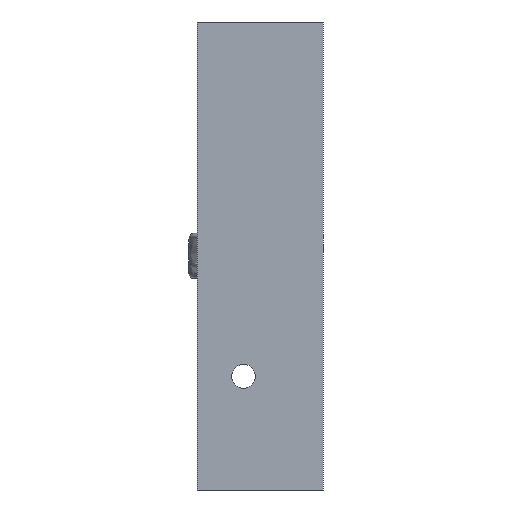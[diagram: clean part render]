
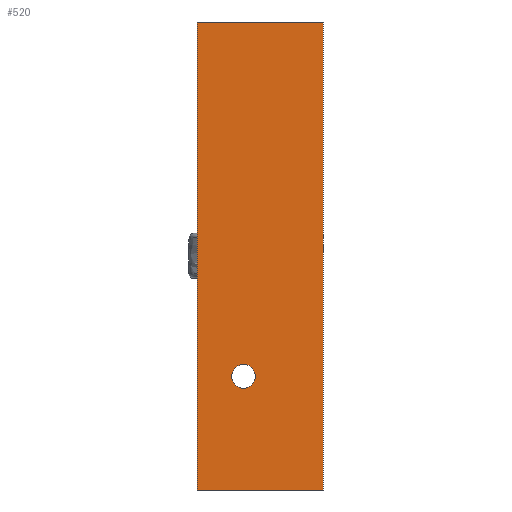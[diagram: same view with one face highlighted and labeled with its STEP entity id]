
A CAD part, front view. The second image highlights one B-rep face of the part: STEP entity #520.
In plain terms, the highlighted planar face has unit normal (0, -1, 0).
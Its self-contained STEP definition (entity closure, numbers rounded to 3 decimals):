
#56 = VERTEX_POINT ( 'NONE', #2614 ) ;
#102 = VECTOR ( 'NONE', #479, 1000. ) ;
#184 = CARTESIAN_POINT ( 'NONE',  ( 6.2, 0., -47.237 ) ) ;
#320 = DIRECTION ( 'NONE',  ( -1., 0., 0. ) ) ;
#479 = DIRECTION ( 'NONE',  ( 1., 0., 0. ) ) ;
#520 = ADVANCED_FACE ( 'NONE', ( #1058, #5971 ), #2186, .T. ) ;
#800 = EDGE_CURVE ( 'NONE', #2704, #4384, #1445, .T. ) ;
#847 = DIRECTION ( 'NONE',  ( 0., 0., -1. ) ) ;
#892 = ORIENTED_EDGE ( 'NONE', *, *, #4924, .F. ) ;
#1058 = FACE_BOUND ( 'NONE', #1718, .T. ) ;
#1164 = LINE ( 'NONE', #4660, #102 ) ;
#1273 = AXIS2_PLACEMENT_3D ( 'NONE', #184, #6523, #3826 ) ;
#1360 = ORIENTED_EDGE ( 'NONE', *, *, #4000, .F. ) ;
#1434 = VERTEX_POINT ( 'NONE', #6466 ) ;
#1445 = LINE ( 'NONE', #4525, #2128 ) ;
#1575 = CARTESIAN_POINT ( 'NONE',  ( 16.8, 0., -62.4 ) ) ;
#1673 = CARTESIAN_POINT ( 'NONE',  ( 6.2, 0., -45.647 ) ) ;
#1718 = EDGE_LOOP ( 'NONE', ( #892, #6345 ) ) ;
#1738 = VECTOR ( 'NONE', #5439, 1000. ) ;
#1760 = CIRCLE ( 'NONE', #5458, 1.59 ) ;
#1787 = CARTESIAN_POINT ( 'NONE',  ( 16.8, 0., 0. ) ) ;
#1892 = VERTEX_POINT ( 'NONE', #1673 ) ;
#2128 = VECTOR ( 'NONE', #320, 1000. ) ;
#2186 = PLANE ( 'NONE',  #2280 ) ;
#2280 = AXIS2_PLACEMENT_3D ( 'NONE', #3190, #3663, #2681 ) ;
#2329 = CARTESIAN_POINT ( 'NONE',  ( 0., 0., 0. ) ) ;
#2614 = CARTESIAN_POINT ( 'NONE',  ( 6.2, 0., -48.827 ) ) ;
#2681 = DIRECTION ( 'NONE',  ( 0., 0., -1. ) ) ;
#2704 = VERTEX_POINT ( 'NONE', #1575 ) ;
#3040 = LINE ( 'NONE', #1787, #3535 ) ;
#3190 = CARTESIAN_POINT ( 'NONE',  ( 0., 0., 0. ) ) ;
#3389 = CARTESIAN_POINT ( 'NONE',  ( 0., 0., -62.4 ) ) ;
#3414 = CARTESIAN_POINT ( 'NONE',  ( 6.2, 0., -47.237 ) ) ;
#3452 = CIRCLE ( 'NONE', #1273, 1.59 ) ;
#3535 = VECTOR ( 'NONE', #847, 1000. ) ;
#3663 = DIRECTION ( 'NONE',  ( 0., -1., 0. ) ) ;
#3826 = DIRECTION ( 'NONE',  ( 0., 0., -1. ) ) ;
#4000 = EDGE_CURVE ( 'NONE', #4176, #1434, #1164, .T. ) ;
#4176 = VERTEX_POINT ( 'NONE', #5735 ) ;
#4184 = ORIENTED_EDGE ( 'NONE', *, *, #800, .F. ) ;
#4384 = VERTEX_POINT ( 'NONE', #3389 ) ;
#4431 = LINE ( 'NONE', #2329, #1738 ) ;
#4525 = CARTESIAN_POINT ( 'NONE',  ( 0., 0., -62.4 ) ) ;
#4660 = CARTESIAN_POINT ( 'NONE',  ( 0., 0., 0. ) ) ;
#4828 = EDGE_CURVE ( 'NONE', #1434, #2704, #3040, .T. ) ;
#4924 = EDGE_CURVE ( 'NONE', #1892, #56, #1760, .T. ) ;
#4999 = DIRECTION ( 'NONE',  ( 0., 0., -1. ) ) ;
#5180 = EDGE_LOOP ( 'NONE', ( #5805, #4184, #6379, #1360 ) ) ;
#5439 = DIRECTION ( 'NONE',  ( 0., 0., 1. ) ) ;
#5458 = AXIS2_PLACEMENT_3D ( 'NONE', #3414, #6090, #4999 ) ;
#5697 = EDGE_CURVE ( 'NONE', #56, #1892, #3452, .T. ) ;
#5735 = CARTESIAN_POINT ( 'NONE',  ( 0., 0., 0. ) ) ;
#5805 = ORIENTED_EDGE ( 'NONE', *, *, #5950, .F. ) ;
#5950 = EDGE_CURVE ( 'NONE', #4384, #4176, #4431, .T. ) ;
#5971 = FACE_OUTER_BOUND ( 'NONE', #5180, .T. ) ;
#6090 = DIRECTION ( 'NONE',  ( 0., -1., 0. ) ) ;
#6345 = ORIENTED_EDGE ( 'NONE', *, *, #5697, .F. ) ;
#6379 = ORIENTED_EDGE ( 'NONE', *, *, #4828, .F. ) ;
#6466 = CARTESIAN_POINT ( 'NONE',  ( 16.8, 0., 0. ) ) ;
#6523 = DIRECTION ( 'NONE',  ( 0., -1., 0. ) ) ;
